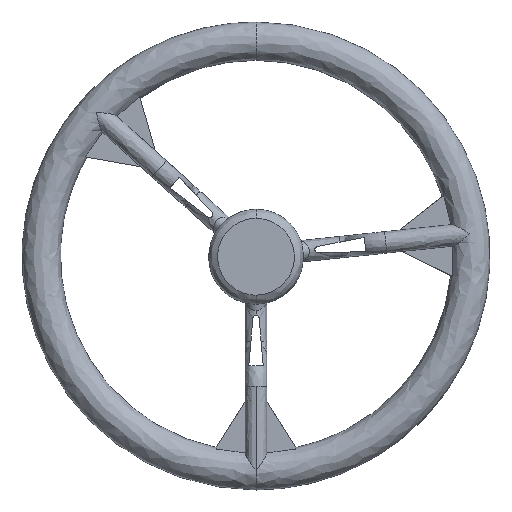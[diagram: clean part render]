
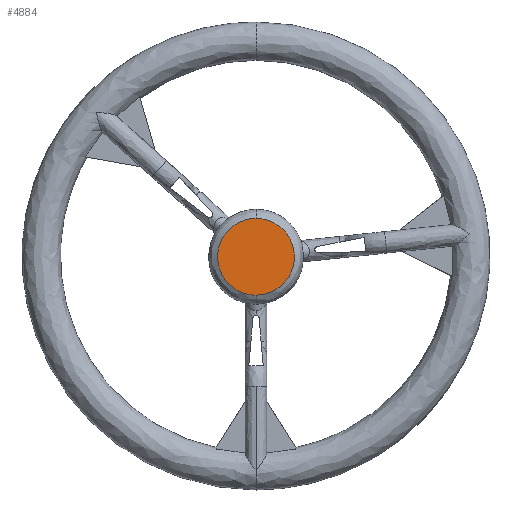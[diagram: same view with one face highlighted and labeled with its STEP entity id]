
A CAD part, left-side view. The second image highlights one B-rep face of the part: STEP entity #4884.
In plain terms, the highlighted free-form (B-spline) face has degree [1, 1] with [2, 2] control points.
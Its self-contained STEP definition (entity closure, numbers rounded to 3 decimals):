
#1021 = VERTEX_POINT('',#1022);
#1022 = CARTESIAN_POINT('',(-279.432,0.,
    -87.323));
#1027 = EDGE_CURVE('',#1028,#1021,#1030,.T.);
#1028 = VERTEX_POINT('',#1029);
#1029 = CARTESIAN_POINT('',(-279.432,0.,87.323));
#1030 = ( BOUNDED_CURVE() B_SPLINE_CURVE(2,(#1031,#1032,#1033,#1034,
#1035),.UNSPECIFIED.,.F.,.F.) B_SPLINE_CURVE_WITH_KNOTS((3,2,3),(0.,
1.571,3.142),.PIECEWISE_BEZIER_KNOTS.) CURVE() 
GEOMETRIC_REPRESENTATION_ITEM() RATIONAL_B_SPLINE_CURVE((1.,
0.707,1.,0.707,1.)) REPRESENTATION_ITEM('') );
#1031 = CARTESIAN_POINT('',(-279.432,0.,87.323));
#1032 = CARTESIAN_POINT('',(-279.432,87.323,
    87.323));
#1033 = CARTESIAN_POINT('',(-279.432,87.323,
    0.));
#1034 = CARTESIAN_POINT('',(-279.432,87.323,
    -87.323));
#1035 = CARTESIAN_POINT('',(-279.432,0.,
    -87.323));
#4866 = EDGE_CURVE('',#1021,#1028,#4867,.T.);
#4867 = ( BOUNDED_CURVE() B_SPLINE_CURVE(2,(#4868,#4869,#4870,#4871,
#4872),.UNSPECIFIED.,.F.,.F.) B_SPLINE_CURVE_WITH_KNOTS((3,2,3),(
    3.142,4.712,6.283),
.PIECEWISE_BEZIER_KNOTS.) CURVE() GEOMETRIC_REPRESENTATION_ITEM() 
RATIONAL_B_SPLINE_CURVE((1.,0.707,1.,0.707,1.)) 
REPRESENTATION_ITEM('') );
#4868 = CARTESIAN_POINT('',(-279.432,0.,
    -87.323));
#4869 = CARTESIAN_POINT('',(-279.432,-87.323,
    -87.323));
#4870 = CARTESIAN_POINT('',(-279.432,-87.323,
    0.));
#4871 = CARTESIAN_POINT('',(-279.432,-87.323,
    87.323));
#4872 = CARTESIAN_POINT('',(-279.432,0.,
    87.323));
#4884 = ADVANCED_FACE('',(#4885),#4889,.F.);
#4885 = FACE_BOUND('',#4886,.T.);
#4886 = EDGE_LOOP('',(#4887,#4888));
#4887 = ORIENTED_EDGE('',*,*,#1027,.T.);
#4888 = ORIENTED_EDGE('',*,*,#4866,.T.);
#4889 = B_SPLINE_SURFACE_WITH_KNOTS('',1,1,(
    (#4890,#4891)
    ,(#4892,#4893
    )),.UNSPECIFIED.,.F.,.F.,.F.,(2,2),(2,2),(-63.5,63.5),(-127.,0.),
  .PIECEWISE_BEZIER_KNOTS.);
#4890 = CARTESIAN_POINT('',(-279.432,-87.323,
    87.323));
#4891 = CARTESIAN_POINT('',(-279.432,87.323,
    87.323));
#4892 = CARTESIAN_POINT('',(-279.432,-87.323,
    -87.323));
#4893 = CARTESIAN_POINT('',(-279.432,87.323,
    -87.323));
